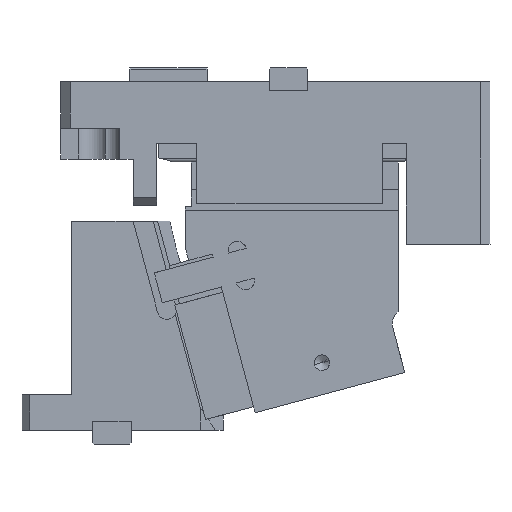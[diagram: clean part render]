
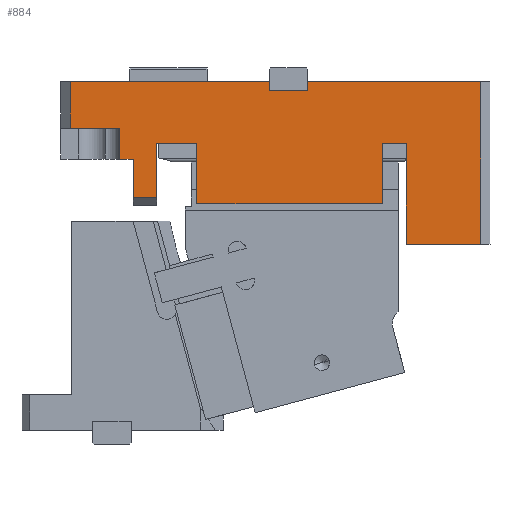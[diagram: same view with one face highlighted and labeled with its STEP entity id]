
A CAD part, front view. The second image highlights one B-rep face of the part: STEP entity #884.
In plain terms, the highlighted planar face has unit normal (0, -1, 0).
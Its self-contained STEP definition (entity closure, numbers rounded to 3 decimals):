
#365=CARTESIAN_POINT('Vertex',(31.,-30.,225.)) ;
#368=CARTESIAN_POINT('Line Origine',(95.25,-30.,225.)) ;
#372=CARTESIAN_POINT('Vertex',(159.5,-30.,225.)) ;
#690=CARTESIAN_POINT('Line Origine',(159.5,-30.,222.)) ;
#694=CARTESIAN_POINT('Vertex',(159.5,-30.,219.)) ;
#714=CARTESIAN_POINT('Line Origine',(172.,-30.,219.)) ;
#718=CARTESIAN_POINT('Vertex',(184.5,-30.,219.)) ;
#740=CARTESIAN_POINT('Axis2P3D Location',(274.8,-30.,90.22)) ;
#745=CARTESIAN_POINT('Line Origine',(271.9,-30.,120.)) ;
#749=CARTESIAN_POINT('Vertex',(247.8,-30.,120.)) ;
#751=CARTESIAN_POINT('Vertex',(296.,-30.,120.)) ;
#754=CARTESIAN_POINT('Line Origine',(296.,-30.,172.5)) ;
#758=CARTESIAN_POINT('Vertex',(296.,-30.,225.)) ;
#761=CARTESIAN_POINT('Line Origine',(240.25,-30.,225.)) ;
#765=CARTESIAN_POINT('Vertex',(184.5,-30.,225.)) ;
#768=CARTESIAN_POINT('Line Origine',(184.5,-30.,222.)) ;
#773=CARTESIAN_POINT('Line Origine',(31.,-30.,210.)) ;
#777=CARTESIAN_POINT('Vertex',(31.,-30.,195.)) ;
#780=CARTESIAN_POINT('Line Origine',(47.,-30.,195.)) ;
#784=CARTESIAN_POINT('Vertex',(63.,-30.,195.)) ;
#787=CARTESIAN_POINT('Line Origine',(63.,-30.,185.)) ;
#791=CARTESIAN_POINT('Vertex',(63.,-30.,175.)) ;
#794=CARTESIAN_POINT('Line Origine',(67.4,-30.,175.)) ;
#798=CARTESIAN_POINT('Vertex',(71.8,-30.,175.)) ;
#801=CARTESIAN_POINT('Line Origine',(71.8,-30.,162.585)) ;
#805=CARTESIAN_POINT('Vertex',(71.8,-30.,150.17)) ;
#808=CARTESIAN_POINT('Line Origine',(79.3,-30.,150.17)) ;
#812=CARTESIAN_POINT('Vertex',(86.8,-30.,150.17)) ;
#815=CARTESIAN_POINT('Line Origine',(86.8,-30.,167.67)) ;
#819=CARTESIAN_POINT('Vertex',(86.8,-30.,185.17)) ;
#822=CARTESIAN_POINT('Line Origine',(99.8,-30.,185.17)) ;
#826=CARTESIAN_POINT('Vertex',(112.8,-30.,185.17)) ;
#829=CARTESIAN_POINT('Line Origine',(112.8,-30.,165.67)) ;
#833=CARTESIAN_POINT('Vertex',(112.8,-30.,146.17)) ;
#836=CARTESIAN_POINT('Line Origine',(172.8,-30.,146.17)) ;
#840=CARTESIAN_POINT('Vertex',(232.8,-30.,146.17)) ;
#843=CARTESIAN_POINT('Line Origine',(232.8,-30.,165.67)) ;
#847=CARTESIAN_POINT('Vertex',(232.8,-30.,185.17)) ;
#850=CARTESIAN_POINT('Line Origine',(240.3,-30.,185.17)) ;
#854=CARTESIAN_POINT('Vertex',(247.8,-30.,185.17)) ;
#857=CARTESIAN_POINT('Line Origine',(247.8,-30.,152.585)) ;
#369=DIRECTION('Vector Direction',(-1.,0.,0.)) ;
#691=DIRECTION('Vector Direction',(0.,0.,1.)) ;
#715=DIRECTION('Vector Direction',(-1.,0.,0.)) ;
#741=DIRECTION('Axis2P3D Direction',(0.,1.,0.)) ;
#742=DIRECTION('Axis2P3D XDirection',(0.,0.,1.)) ;
#746=DIRECTION('Vector Direction',(1.,0.,0.)) ;
#755=DIRECTION('Vector Direction',(0.,0.,1.)) ;
#762=DIRECTION('Vector Direction',(-1.,0.,0.)) ;
#769=DIRECTION('Vector Direction',(0.,0.,1.)) ;
#774=DIRECTION('Vector Direction',(0.,0.,-1.)) ;
#781=DIRECTION('Vector Direction',(-1.,0.,0.)) ;
#788=DIRECTION('Vector Direction',(0.,0.,-1.)) ;
#795=DIRECTION('Vector Direction',(1.,0.,0.)) ;
#802=DIRECTION('Vector Direction',(0.,0.,-1.)) ;
#809=DIRECTION('Vector Direction',(1.,0.,0.)) ;
#816=DIRECTION('Vector Direction',(0.,0.,-1.)) ;
#823=DIRECTION('Vector Direction',(1.,0.,0.)) ;
#830=DIRECTION('Vector Direction',(0.,0.,1.)) ;
#837=DIRECTION('Vector Direction',(-1.,0.,0.)) ;
#844=DIRECTION('Vector Direction',(0.,0.,-1.)) ;
#851=DIRECTION('Vector Direction',(1.,0.,0.)) ;
#858=DIRECTION('Vector Direction',(0.,0.,1.)) ;
#743=AXIS2_PLACEMENT_3D('Plane Axis2P3D',#740,#741,#742) ;
#863=ORIENTED_EDGE('',*,*,#753,.T.) ;
#864=ORIENTED_EDGE('',*,*,#760,.T.) ;
#865=ORIENTED_EDGE('',*,*,#767,.T.) ;
#866=ORIENTED_EDGE('',*,*,#772,.F.) ;
#867=ORIENTED_EDGE('',*,*,#720,.T.) ;
#868=ORIENTED_EDGE('',*,*,#696,.T.) ;
#869=ORIENTED_EDGE('',*,*,#374,.T.) ;
#870=ORIENTED_EDGE('',*,*,#779,.T.) ;
#871=ORIENTED_EDGE('',*,*,#786,.F.) ;
#872=ORIENTED_EDGE('',*,*,#793,.T.) ;
#873=ORIENTED_EDGE('',*,*,#800,.T.) ;
#874=ORIENTED_EDGE('',*,*,#807,.T.) ;
#875=ORIENTED_EDGE('',*,*,#814,.T.) ;
#876=ORIENTED_EDGE('',*,*,#821,.F.) ;
#877=ORIENTED_EDGE('',*,*,#828,.T.) ;
#878=ORIENTED_EDGE('',*,*,#835,.F.) ;
#879=ORIENTED_EDGE('',*,*,#842,.F.) ;
#880=ORIENTED_EDGE('',*,*,#849,.F.) ;
#881=ORIENTED_EDGE('',*,*,#856,.T.) ;
#882=ORIENTED_EDGE('',*,*,#861,.F.) ;
#370=VECTOR('Line Direction',#369,1.) ;
#692=VECTOR('Line Direction',#691,1.) ;
#716=VECTOR('Line Direction',#715,1.) ;
#747=VECTOR('Line Direction',#746,1.) ;
#756=VECTOR('Line Direction',#755,1.) ;
#763=VECTOR('Line Direction',#762,1.) ;
#770=VECTOR('Line Direction',#769,1.) ;
#775=VECTOR('Line Direction',#774,1.) ;
#782=VECTOR('Line Direction',#781,1.) ;
#789=VECTOR('Line Direction',#788,1.) ;
#796=VECTOR('Line Direction',#795,1.) ;
#803=VECTOR('Line Direction',#802,1.) ;
#810=VECTOR('Line Direction',#809,1.) ;
#817=VECTOR('Line Direction',#816,1.) ;
#824=VECTOR('Line Direction',#823,1.) ;
#831=VECTOR('Line Direction',#830,1.) ;
#838=VECTOR('Line Direction',#837,1.) ;
#845=VECTOR('Line Direction',#844,1.) ;
#852=VECTOR('Line Direction',#851,1.) ;
#859=VECTOR('Line Direction',#858,1.) ;
#884=ADVANCED_FACE('CAM HOLDER',(#883),#744,.F.) ;
#374=EDGE_CURVE('',#373,#366,#371,.T.) ;
#696=EDGE_CURVE('',#695,#373,#693,.T.) ;
#720=EDGE_CURVE('',#719,#695,#717,.T.) ;
#753=EDGE_CURVE('',#750,#752,#748,.T.) ;
#760=EDGE_CURVE('',#752,#759,#757,.T.) ;
#767=EDGE_CURVE('',#759,#766,#764,.T.) ;
#772=EDGE_CURVE('',#719,#766,#771,.T.) ;
#779=EDGE_CURVE('',#366,#778,#776,.T.) ;
#786=EDGE_CURVE('',#785,#778,#783,.T.) ;
#793=EDGE_CURVE('',#785,#792,#790,.T.) ;
#800=EDGE_CURVE('',#792,#799,#797,.T.) ;
#807=EDGE_CURVE('',#799,#806,#804,.T.) ;
#814=EDGE_CURVE('',#806,#813,#811,.T.) ;
#821=EDGE_CURVE('',#820,#813,#818,.T.) ;
#828=EDGE_CURVE('',#820,#827,#825,.T.) ;
#835=EDGE_CURVE('',#834,#827,#832,.T.) ;
#842=EDGE_CURVE('',#841,#834,#839,.T.) ;
#849=EDGE_CURVE('',#848,#841,#846,.T.) ;
#856=EDGE_CURVE('',#848,#855,#853,.T.) ;
#861=EDGE_CURVE('',#750,#855,#860,.T.) ;
#862=EDGE_LOOP('',(#863,#864,#865,#866,#867,#868,#869,#870,#871,#872,#873,#874,#875,#876,#877,#878,#879,#880,#881,#882)) ;
#883=FACE_OUTER_BOUND('',#862,.T.) ;
#371=LINE('Line',#368,#370) ;
#693=LINE('Line',#690,#692) ;
#717=LINE('Line',#714,#716) ;
#748=LINE('Line',#745,#747) ;
#757=LINE('Line',#754,#756) ;
#764=LINE('Line',#761,#763) ;
#771=LINE('Line',#768,#770) ;
#776=LINE('Line',#773,#775) ;
#783=LINE('Line',#780,#782) ;
#790=LINE('Line',#787,#789) ;
#797=LINE('Line',#794,#796) ;
#804=LINE('Line',#801,#803) ;
#811=LINE('Line',#808,#810) ;
#818=LINE('Line',#815,#817) ;
#825=LINE('Line',#822,#824) ;
#832=LINE('Line',#829,#831) ;
#839=LINE('Line',#836,#838) ;
#846=LINE('Line',#843,#845) ;
#853=LINE('Line',#850,#852) ;
#860=LINE('Line',#857,#859) ;
#744=PLANE('Plane',#743) ;
#366=VERTEX_POINT('',#365) ;
#373=VERTEX_POINT('',#372) ;
#695=VERTEX_POINT('',#694) ;
#719=VERTEX_POINT('',#718) ;
#750=VERTEX_POINT('',#749) ;
#752=VERTEX_POINT('',#751) ;
#759=VERTEX_POINT('',#758) ;
#766=VERTEX_POINT('',#765) ;
#778=VERTEX_POINT('',#777) ;
#785=VERTEX_POINT('',#784) ;
#792=VERTEX_POINT('',#791) ;
#799=VERTEX_POINT('',#798) ;
#806=VERTEX_POINT('',#805) ;
#813=VERTEX_POINT('',#812) ;
#820=VERTEX_POINT('',#819) ;
#827=VERTEX_POINT('',#826) ;
#834=VERTEX_POINT('',#833) ;
#841=VERTEX_POINT('',#840) ;
#848=VERTEX_POINT('',#847) ;
#855=VERTEX_POINT('',#854) ;
